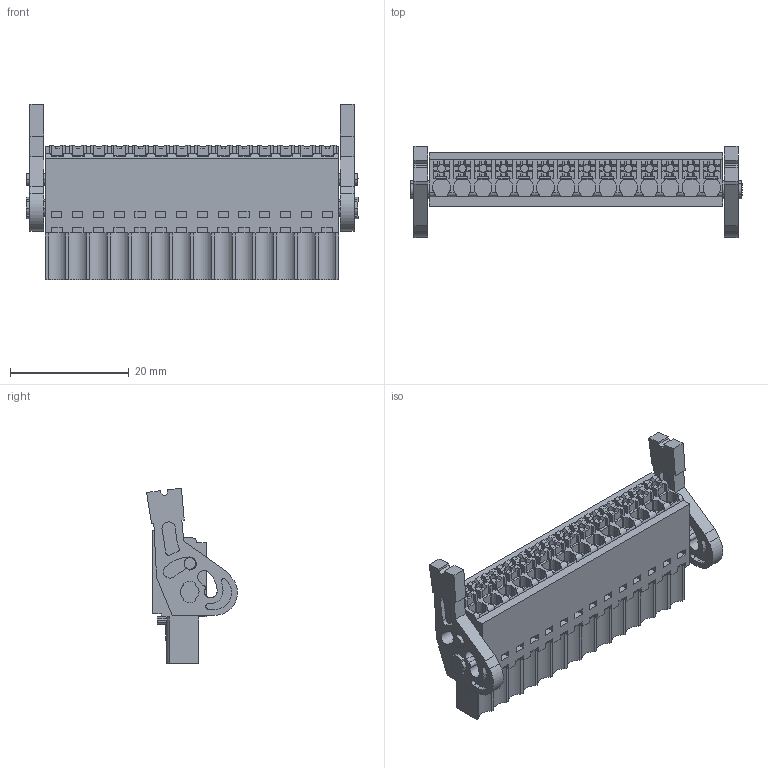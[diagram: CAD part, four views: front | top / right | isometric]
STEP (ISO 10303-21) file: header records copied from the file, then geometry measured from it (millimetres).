
FILE_DESCRIPTION(('CATIA V5R24 STEP','CAx-IF Rec.Pracs.--- Model Styling and Organization---1.2---2011-12-15'),'2;1');
FILE_NAME ('D1463152_0', '2018-03-16T13:08:50+00:00', ('Weidmueller Interface'), ('Weidmueller'), 'CATIA Version 5-6 Release 2014 SP4 HF52', 'CATIA V5 STEP AP214', 'none');
FILE_SCHEMA(('AUTOMOTIVE_DESIGN { 1 0 10303 214 1 1 1 1 }'));
Length unit declared in the file: millimetre
Products named in the file (1): 2538130000
Bounding box: 55.9 x 15.3 x 29.59 mm (x, y, z)
Volume: 7930.8 mm3; surface area: 7064.8 mm2
Topology: 17 solids, 17 shells, 1476 faces, 4295 edges, 2893 vertices
Faces by surface type: plane 1267, cylinder 209
Entity records: 45824 total; most frequent: CARTESIAN_POINT 9377, ORIENTED_EDGE 8590, DIRECTION 5848, EDGE_CURVE 4295, VECTOR 3475, LINE 3475, VERTEX_POINT 2893, EDGE_LOOP 1556
